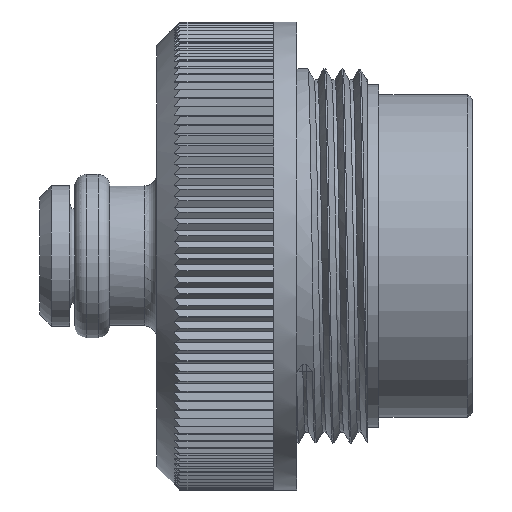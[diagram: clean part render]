
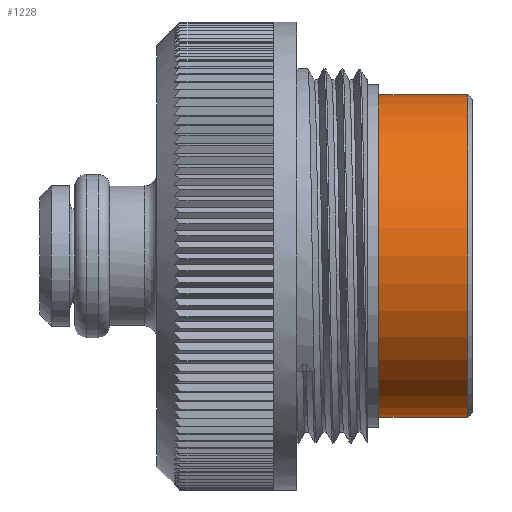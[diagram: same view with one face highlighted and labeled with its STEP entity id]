
A CAD part, front view. The second image highlights one B-rep face of the part: STEP entity #1228.
In plain terms, the highlighted cylindrical face has radius 6.9 mm (diameter 13.8 mm), a full revolution.
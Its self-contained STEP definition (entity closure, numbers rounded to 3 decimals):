
#1038=CYLINDRICAL_SURFACE('',#13746,6.9);
#1228=ADVANCED_FACE('',(#4899,#4900),#1038,.T.);
#4899=FACE_BOUND('',#4956,.T.);
#4900=FACE_BOUND('',#4957,.T.);
#4956=EDGE_LOOP('',(#5788));
#4957=EDGE_LOOP('',(#5789));
#5788=ORIENTED_EDGE('',*,*,#11110,.T.);
#5789=ORIENTED_EDGE('',*,*,#11111,.F.);
#9845=VERTEX_POINT('',#19188);
#9846=VERTEX_POINT('',#19190);
#11110=EDGE_CURVE('',#9845,#9845,#13134,.T.);
#11111=EDGE_CURVE('',#9846,#9846,#13135,.T.);
#13134=CIRCLE('',#13744,6.9);
#13135=CIRCLE('',#13745,6.9);
#13744=AXIS2_PLACEMENT_3D('',#19187,#15204,#15205);
#13745=AXIS2_PLACEMENT_3D('',#19189,#15206,#15207);
#13746=AXIS2_PLACEMENT_3D('',#19191,#15208,#15209);
#15204=DIRECTION('',(-1.,0.,0.));
#15205=DIRECTION('',(0.,0.,-1.));
#15206=DIRECTION('',(-1.,0.,0.));
#15207=DIRECTION('',(0.,0.,-1.));
#15208=DIRECTION('',(1.,0.,0.));
#15209=DIRECTION('',(0.,0.,-1.));
#19187=CARTESIAN_POINT('',(18.3,0.,0.));
#19188=CARTESIAN_POINT('',(18.3,0.,-6.9));
#19189=CARTESIAN_POINT('',(14.5,0.,0.));
#19190=CARTESIAN_POINT('',(14.5,0.,-6.9));
#19191=CARTESIAN_POINT('',(16.5,0.,0.));
